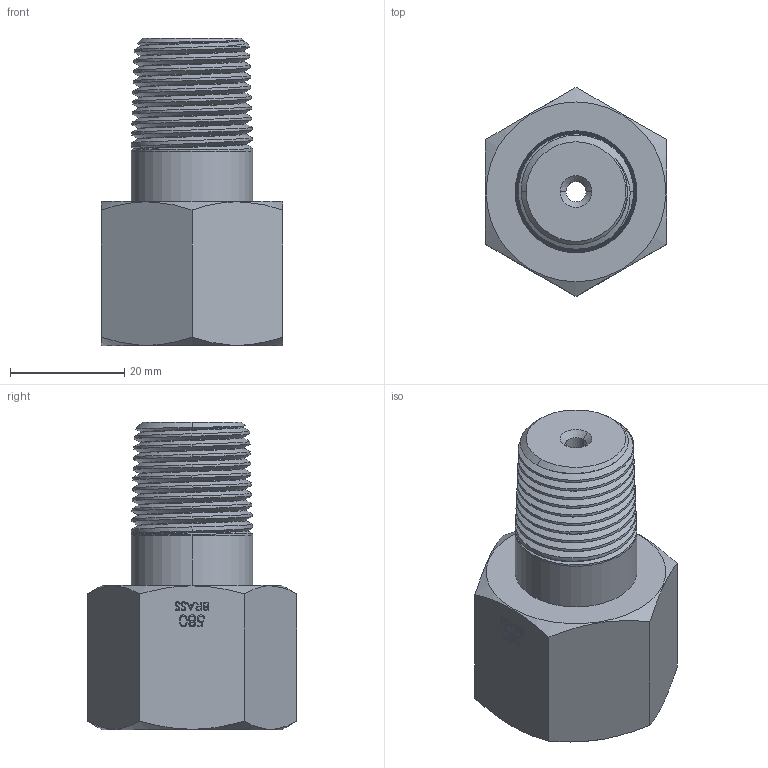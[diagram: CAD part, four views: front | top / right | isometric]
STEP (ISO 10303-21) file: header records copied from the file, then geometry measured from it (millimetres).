
FILE_DESCRIPTION (( 'STEP AP203' ), '1' );
FILE_NAME ('AD-580FBR-8MNPT.STEP', '2025-08-04T17:10:06', ( '' ), ( '' ), 'SwSTEP 2.0', 'SolidWorks 2018', '' );
FILE_SCHEMA (( 'CONFIG_CONTROL_DESIGN' ));
Length unit declared in the file: inch
Products named in the file (1): AD-580FBR-8MNPT
Bounding box: 31.75 x 36.66 x 53.85 mm (x, y, z)
Volume: 22115.7 mm3; surface area: 9409.6 mm2
Topology: 1 solids, 1 shells, 213 faces, 569 edges, 375 vertices
Faces by surface type: bspline 84, plane 66, cone 39, cylinder 24
Entity records: 21145 total; most frequent: CARTESIAN_POINT 16486, ORIENTED_EDGE 1138, DIRECTION 600, EDGE_CURVE 569, VERTEX_POINT 375, VECTOR 270, LINE 270, B_SPLINE_CURVE_WITH_KNOTS 264
